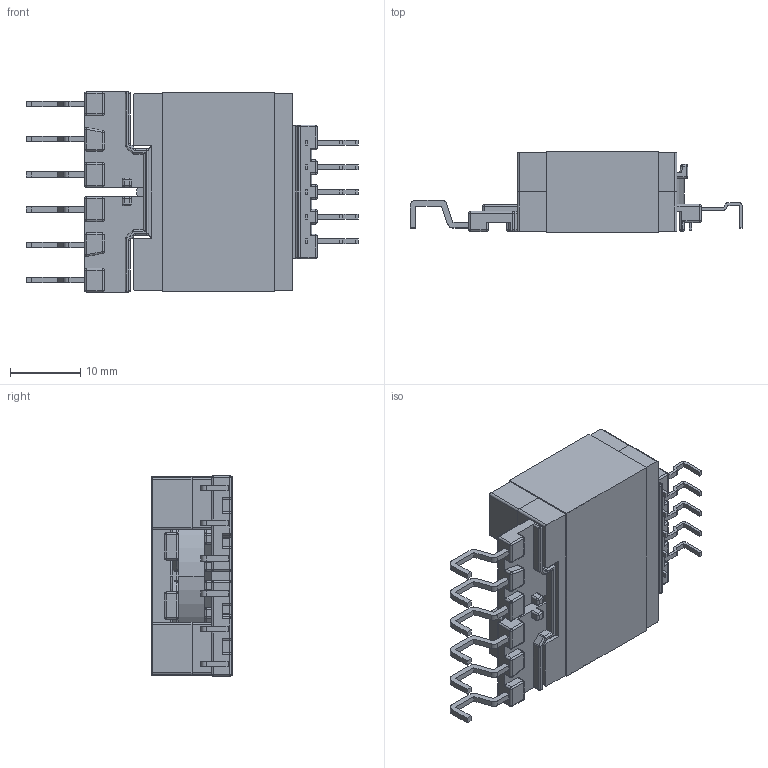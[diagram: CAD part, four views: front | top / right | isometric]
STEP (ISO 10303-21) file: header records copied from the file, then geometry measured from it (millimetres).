
FILE_DESCRIPTION (( 'STEP AP214' ), '1' );
FILE_NAME ('LEP28_6132.STEP', '2021-04-08T21:46:08', ( '' ), ( '' ), 'SwSTEP 2.0', 'SolidWorks 2017', '' );
FILE_SCHEMA (( 'AUTOMOTIVE_DESIGN' ));
Length unit declared in the file: millimetre
Products named in the file (5): 150-2517; 070-6132_coil; 440-9989-2517; 070-6132_6A; LEP28_6132
Assembly tree (5 placements, depth 2):
  LEP28_6132
    070-6132_6A
    150-2517  x2
    070-6132_coil
    440-9989-2517
Bounding box: 47.11 x 11.52 x 28.4 mm (x, y, z)
Volume: 7381.5 mm3; surface area: 10659.4 mm2
Topology: 5 solids, 5 shells, 751 faces, 1924 edges, 1100 vertices
Faces by surface type: plane 336, cylinder 299, sphere 100, torus 16
Entity records: 23428 total; most frequent: CARTESIAN_POINT 3722, DIRECTION 3718, ORIENTED_EDGE 3520, EDGE_CURVE 1760, AXIS2_PLACEMENT_3D 1276, VECTOR 1166, LINE 1166, VERTEX_POINT 1056
